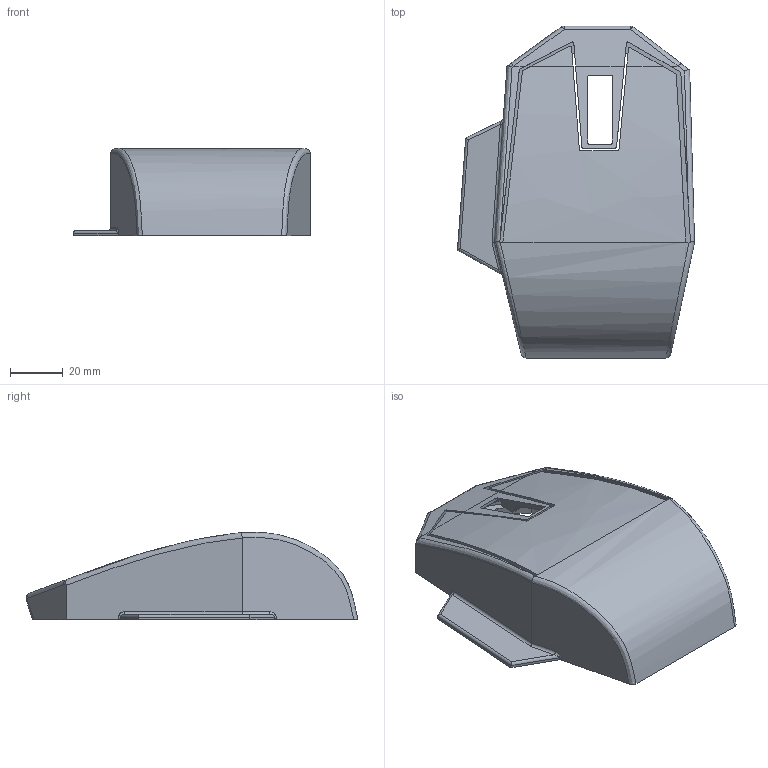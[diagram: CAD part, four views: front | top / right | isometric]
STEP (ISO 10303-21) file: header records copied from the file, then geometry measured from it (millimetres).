
FILE_DESCRIPTION(/* description */ ('STEP AP242','CAx-IF Rec.Pracs.---Representation and Presentation of Product Manufacturing Information (PMI)---4.0---2014-10-13','CAx-IF Rec.Pracs.---3D Tessellated Geometry---0.4---2014-09-14','2;1'),/* implementation_level */ '2;1');
FILE_NAME(/* name */ '6879ab5321cd8749fec2f4c2',/* time_stamp */ '2025-07-18T02:02:59Z',/* author */ (''),/* organization */ (''),/* preprocessor_version */ 'ST-DEVELOPER v20',/* originating_system */ 'ONSHAPE BY PTC INC, 1.200',/* authorisation */ ' ');
FILE_SCHEMA (('AP242_MANAGED_MODEL_BASED_3D_ENGINEERING_MIM_LF { 1 0 10303 442 1 1 4 }'));
Length unit declared in the file: metre
Products named in the file (1): Part 22
Bounding box: 89.9 x 125.88 x 33.2 mm (x, y, z)
Volume: 74692.6 mm3; surface area: 38878.5 mm2
Topology: 1 solids, 1 shells, 198 faces, 559 edges, 358 vertices
Faces by surface type: plane 92, cylinder 52, bspline 46, sphere 6, torus 2
Full cylindrical faces by diameter (mm): 3.8 x2
Entity records: 8692 total; most frequent: CARTESIAN_POINT 3988, ORIENTED_EDGE 1098, DIRECTION 785, EDGE_CURVE 549, VERTEX_POINT 356, LINE 315, VECTOR 315, AXIS2_PLACEMENT_3D 235
